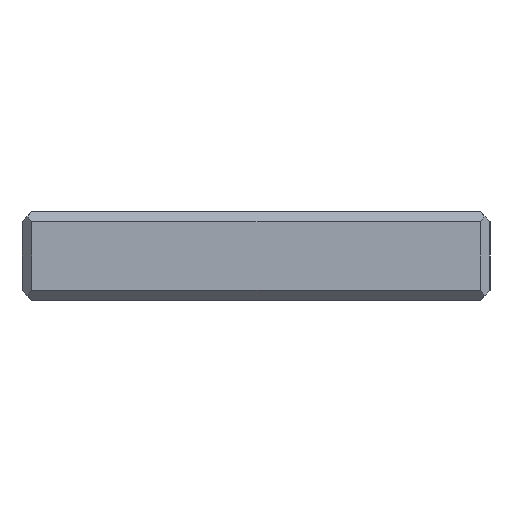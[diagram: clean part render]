
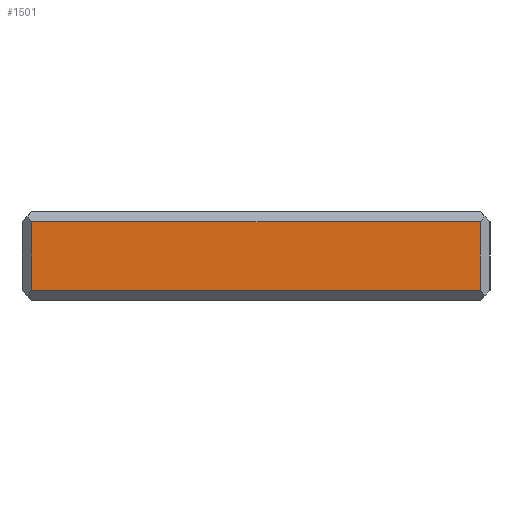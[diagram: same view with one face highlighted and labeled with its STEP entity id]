
A CAD part, left-side view. The second image highlights one B-rep face of the part: STEP entity #1501.
In plain terms, the highlighted planar face has unit normal (-1, 0, 0).
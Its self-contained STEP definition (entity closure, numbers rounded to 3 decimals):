
#26 = LINE ( 'NONE', #884, #336 ) ;
#93 = FACE_OUTER_BOUND ( 'NONE', #1164, .T. ) ;
#198 = CARTESIAN_POINT ( 'NONE',  ( 0., 0., 18. ) ) ;
#202 = VECTOR ( 'NONE', #974, 1000. ) ;
#298 = CARTESIAN_POINT ( 'NONE',  ( 0., -2., 2. ) ) ;
#336 = VECTOR ( 'NONE', #383, 1000. ) ;
#348 = ORIENTED_EDGE ( 'NONE', *, *, #833, .T. ) ;
#383 = DIRECTION ( 'NONE',  ( 0., -1., 0. ) ) ;
#390 = DIRECTION ( 'NONE',  ( 0., 1., 0. ) ) ;
#426 = VERTEX_POINT ( 'NONE', #846 ) ;
#439 = LINE ( 'NONE', #1056, #1422 ) ;
#442 = PLANE ( 'NONE',  #575 ) ;
#493 = EDGE_CURVE ( 'NONE', #942, #990, #619, .T. ) ;
#575 = AXIS2_PLACEMENT_3D ( 'NONE', #198, #1363, #690 ) ;
#586 = DIRECTION ( 'NONE',  ( 0., 0., -1. ) ) ;
#619 = LINE ( 'NONE', #1513, #202 ) ;
#690 = DIRECTION ( 'NONE',  ( 0., 0., -1. ) ) ;
#735 = ORIENTED_EDGE ( 'NONE', *, *, #493, .T. ) ;
#833 = EDGE_CURVE ( 'NONE', #426, #1142, #439, .T. ) ;
#846 = CARTESIAN_POINT ( 'NONE',  ( 0., -2., 16. ) ) ;
#884 = CARTESIAN_POINT ( 'NONE',  ( 0., 0., 2. ) ) ;
#904 = ORIENTED_EDGE ( 'NONE', *, *, #1321, .T. ) ;
#942 = VERTEX_POINT ( 'NONE', #1098 ) ;
#974 = DIRECTION ( 'NONE',  ( 0., 0., 1. ) ) ;
#990 = VERTEX_POINT ( 'NONE', #1491 ) ;
#1056 = CARTESIAN_POINT ( 'NONE',  ( 0., -2., 18. ) ) ;
#1098 = CARTESIAN_POINT ( 'NONE',  ( 0., -93., 2. ) ) ;
#1142 = VERTEX_POINT ( 'NONE', #298 ) ;
#1164 = EDGE_LOOP ( 'NONE', ( #904, #348, #1225, #735 ) ) ;
#1225 = ORIENTED_EDGE ( 'NONE', *, *, #1333, .T. ) ;
#1240 = VECTOR ( 'NONE', #390, 1000. ) ;
#1280 = LINE ( 'NONE', #1410, #1240 ) ;
#1321 = EDGE_CURVE ( 'NONE', #990, #426, #1280, .T. ) ;
#1333 = EDGE_CURVE ( 'NONE', #1142, #942, #26, .T. ) ;
#1363 = DIRECTION ( 'NONE',  ( 1., 0., 0. ) ) ;
#1410 = CARTESIAN_POINT ( 'NONE',  ( 0., 0., 16. ) ) ;
#1422 = VECTOR ( 'NONE', #586, 1000. ) ;
#1491 = CARTESIAN_POINT ( 'NONE',  ( 0., -93., 16. ) ) ;
#1501 = ADVANCED_FACE ( 'NONE', ( #93 ), #442, .F. ) ;
#1513 = CARTESIAN_POINT ( 'NONE',  ( 0., -93., 18. ) ) ;
